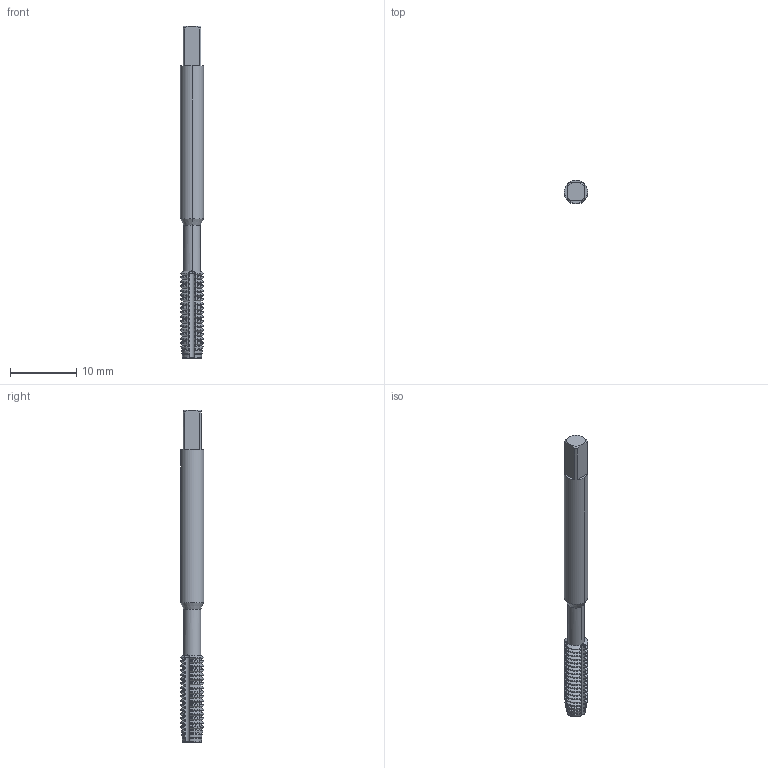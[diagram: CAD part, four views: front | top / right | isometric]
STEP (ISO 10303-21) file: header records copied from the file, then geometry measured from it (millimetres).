
FILE_DESCRIPTION(('no description'),'unknown implementation level');
FILE_NAME('solidaZC0JDl8Bg8bv1TtGK5H_EsbTuQ_1.STP',' ',('CIM GmbH Aachen'),('CADClick - KiM GmbH - www.kimweb.de'),'unknown preprocess','ACIS','unknown authorization');
FILE_SCHEMA(('automotive_design'));
Length unit declared in the file: millimetre
Products named in the file (2): 1; 2
Bounding box: 3.6 x 3.55 x 50 mm (x, y, z)
Volume: 401.6 mm3; surface area: 805.7 mm2
Topology: 2 solids, 2 shells, 542 faces, 1526 edges, 988 vertices
Faces by surface type: cone 231, cylinder 186, plane 119, torus 6
Entity records: 36221 total; most frequent: CARTESIAN_POINT 5410, STYLED_ITEM 3058, PRESENTATION_STYLE_ASSIGNMENT 3058, COLOUR_RGB 3058, ORIENTED_EDGE 3052, DIRECTION 2824, EDGE_CURVE 1526, CURVE_STYLE 1526
